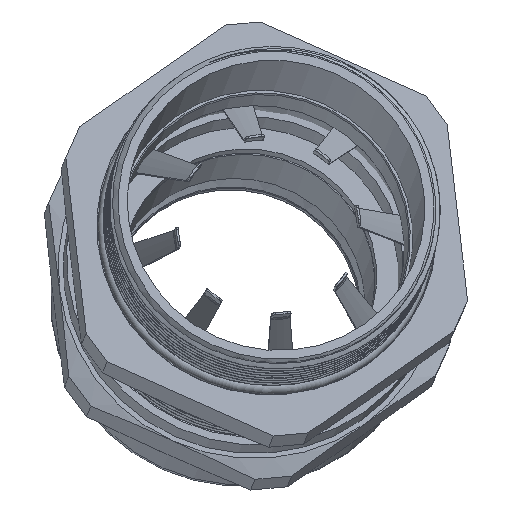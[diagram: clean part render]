
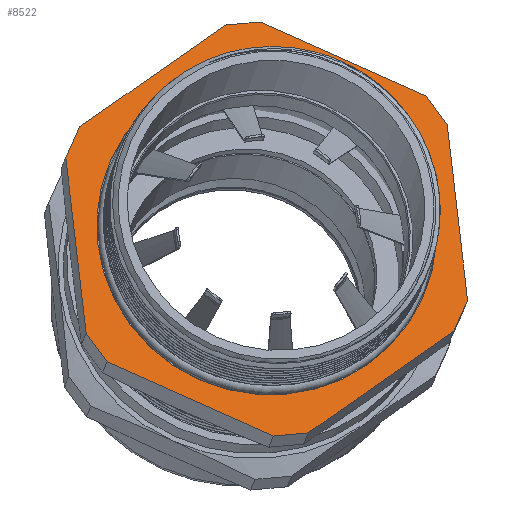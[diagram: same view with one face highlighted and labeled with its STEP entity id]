
A CAD part, top view. The second image highlights one B-rep face of the part: STEP entity #8522.
In plain terms, the highlighted face is planar.
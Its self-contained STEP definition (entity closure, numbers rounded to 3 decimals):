
#661=LINE('',#19790,#1193);
#663=LINE('',#19802,#1195);
#665=LINE('',#19810,#1197);
#667=LINE('',#19822,#1199);
#669=LINE('',#19830,#1201);
#671=LINE('',#19842,#1203);
#674=LINE('',#19857,#1206);
#677=LINE('',#19872,#1209);
#679=LINE('',#19884,#1211);
#681=LINE('',#19890,#1213);
#682=LINE('',#19895,#1214);
#683=LINE('',#19900,#1215);
#1193=VECTOR('',#11756,10.);
#1195=VECTOR('',#11760,10.);
#1197=VECTOR('',#11764,10.);
#1199=VECTOR('',#11768,10.);
#1201=VECTOR('',#11772,10.);
#1203=VECTOR('',#11776,10.);
#1206=VECTOR('',#11781,10.);
#1209=VECTOR('',#11786,10.);
#1211=VECTOR('',#11790,10.);
#1213=VECTOR('',#11794,10.);
#1214=VECTOR('',#11797,10.);
#1215=VECTOR('',#11800,10.);
#1652=PLANE('',#9523);
#1861=FACE_BOUND('',#2822,.T.);
#2303=FACE_OUTER_BOUND('',#2821,.T.);
#2821=EDGE_LOOP('',(#7860,#7861,#7862,#7863,#7864,#7865,#7866,#7867,#7868,
#7869,#7870,#7871));
#2822=EDGE_LOOP('',(#7872));
#3323=CIRCLE('',#9501,25.686);
#4130=VERTEX_POINT('',#19787);
#4131=VERTEX_POINT('',#19789);
#4134=VERTEX_POINT('',#19801);
#4136=VERTEX_POINT('',#19809);
#4139=VERTEX_POINT('',#19821);
#4141=VERTEX_POINT('',#19829);
#4144=VERTEX_POINT('',#19841);
#4148=VERTEX_POINT('',#19854);
#4149=VERTEX_POINT('',#19856);
#4153=VERTEX_POINT('',#19869);
#4154=VERTEX_POINT('',#19871);
#4157=VERTEX_POINT('',#19883);
#4160=VERTEX_POINT('',#19920);
#5357=EDGE_CURVE('',#4131,#4130,#661,.T.);
#5361=EDGE_CURVE('',#4134,#4131,#663,.T.);
#5364=EDGE_CURVE('',#4136,#4134,#665,.T.);
#5368=EDGE_CURVE('',#4139,#4136,#667,.T.);
#5371=EDGE_CURVE('',#4141,#4139,#669,.T.);
#5375=EDGE_CURVE('',#4144,#4141,#671,.T.);
#5380=EDGE_CURVE('',#4149,#4148,#674,.T.);
#5385=EDGE_CURVE('',#4154,#4153,#677,.T.);
#5389=EDGE_CURVE('',#4157,#4144,#679,.T.);
#5392=EDGE_CURVE('',#4153,#4157,#681,.T.);
#5394=EDGE_CURVE('',#4148,#4154,#682,.T.);
#5396=EDGE_CURVE('',#4130,#4149,#683,.T.);
#5405=EDGE_CURVE('',#4160,#4160,#3323,.T.);
#7860=ORIENTED_EDGE('',*,*,#5375,.T.);
#7861=ORIENTED_EDGE('',*,*,#5371,.T.);
#7862=ORIENTED_EDGE('',*,*,#5368,.T.);
#7863=ORIENTED_EDGE('',*,*,#5364,.T.);
#7864=ORIENTED_EDGE('',*,*,#5361,.T.);
#7865=ORIENTED_EDGE('',*,*,#5357,.T.);
#7866=ORIENTED_EDGE('',*,*,#5396,.T.);
#7867=ORIENTED_EDGE('',*,*,#5380,.T.);
#7868=ORIENTED_EDGE('',*,*,#5394,.T.);
#7869=ORIENTED_EDGE('',*,*,#5385,.T.);
#7870=ORIENTED_EDGE('',*,*,#5392,.T.);
#7871=ORIENTED_EDGE('',*,*,#5389,.T.);
#7872=ORIENTED_EDGE('',*,*,#5405,.F.);
#8522=ADVANCED_FACE('',(#2303,#1861),#1652,.T.);
#9501=AXIS2_PLACEMENT_3D('',#19921,#11835,#11836);
#9523=AXIS2_PLACEMENT_3D('',#19953,#11879,#11880);
#11756=DIRECTION('',(0.,0.5,-0.866));
#11760=DIRECTION('',(0.,0.,-1.));
#11764=DIRECTION('',(0.,-0.5,-0.866));
#11768=DIRECTION('',(0.,-0.866,-0.5));
#11772=DIRECTION('',(0.,-1.,0.));
#11776=DIRECTION('',(0.,-0.866,0.5));
#11781=DIRECTION('',(0.,1.,0.));
#11786=DIRECTION('',(0.,0.5,0.866));
#11790=DIRECTION('',(0.,-0.5,0.866));
#11794=DIRECTION('',(0.,0.,1.));
#11797=DIRECTION('',(0.,0.866,0.5));
#11800=DIRECTION('',(0.,0.866,-0.5));
#11835=DIRECTION('center_axis',(1.,0.,0.));
#11836=DIRECTION('ref_axis',(0.,0.,-1.));
#11879=DIRECTION('center_axis',(1.,0.,0.));
#11880=DIRECTION('ref_axis',(0.,0.,-1.));
#19787=CARTESIAN_POINT('',(-15.,-18.274,-26.348));
#19789=CARTESIAN_POINT('',(-15.,-31.955,-2.652));
#19790=CARTESIAN_POINT('',(-15.,-25.324,-14.137));
#19801=CARTESIAN_POINT('',(-15.,-31.955,2.652));
#19802=CARTESIAN_POINT('',(-15.,-31.955,1.326));
#19809=CARTESIAN_POINT('',(-15.,-18.274,26.348));
#19810=CARTESIAN_POINT('',(-15.,-18.484,25.985));
#19821=CARTESIAN_POINT('',(-15.,-13.681,29.));
#19822=CARTESIAN_POINT('',(-15.,-5.197,33.898));
#19829=CARTESIAN_POINT('',(-15.,13.681,29.));
#19830=CARTESIAN_POINT('',(-15.,19.683,29.));
#19841=CARTESIAN_POINT('',(-15.,18.274,26.348));
#19842=CARTESIAN_POINT('',(-15.,26.758,21.45));
#19854=CARTESIAN_POINT('',(-15.,13.681,-29.));
#19856=CARTESIAN_POINT('',(-15.,-13.681,-29.));
#19857=CARTESIAN_POINT('',(-15.,6.003,-29.));
#19869=CARTESIAN_POINT('',(-15.,31.955,-2.652));
#19871=CARTESIAN_POINT('',(-15.,18.274,-26.348));
#19872=CARTESIAN_POINT('',(-15.,24.905,-14.863));
#19883=CARTESIAN_POINT('',(-15.,31.955,2.652));
#19884=CARTESIAN_POINT('',(-15.,31.746,3.015));
#19890=CARTESIAN_POINT('',(-15.,31.955,-1.326));
#19895=CARTESIAN_POINT('',(-15.,24.461,-22.776));
#19900=CARTESIAN_POINT('',(-15.,-7.494,-32.572));
#19920=CARTESIAN_POINT('',(-15.,25.686,0.));
#19921=CARTESIAN_POINT('Origin',(-15.,0.,0.));
#19953=CARTESIAN_POINT('Origin',(-15.,25.686,0.));
